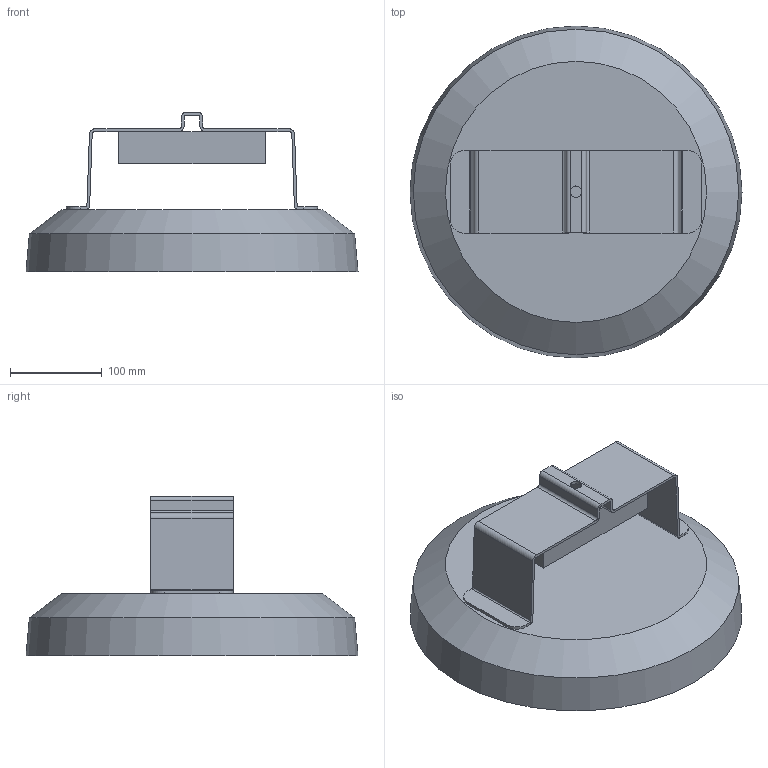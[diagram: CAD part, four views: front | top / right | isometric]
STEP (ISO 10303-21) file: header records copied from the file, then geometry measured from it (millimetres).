
FILE_DESCRIPTION(/* description */ ('This is a sample STEP configuration'),/* implementation_level */ '2;1');
FILE_NAME(/* name */ '157-0210xxxxxxxxx SIMPLE.ipt_Rev_00.2.stp',/* time_stamp */ '2023-05-02T12:47:28+02:00',/* author */ ('powerJobs'),/* organization */ ('coolOrange'),/* preprocessor_version */ 'ST-DEVELOPER v19.2',/* originating_system */ 'Autodesk Inventor 2023',/* authorisation */ '');
FILE_SCHEMA (('AUTOMOTIVE_DESIGN { 1 0 10303 214 3 1 1 }'));
Length unit declared in the file: millimetre
Products named in the file (1): ENG000025704
Bounding box: 362.1 x 362.1 x 173.8 mm (x, y, z)
Volume: 6763688.3 mm3; surface area: 354949.4 mm2
Topology: 1 solids, 1 shells, 51 faces, 148 edges, 97 vertices
Faces by surface type: plane 28, cylinder 21, cone 2
Full cylindrical faces by diameter (mm): 12.5 x1
Entity records: 1742 total; most frequent: DIRECTION 297, CARTESIAN_POINT 297, ORIENTED_EDGE 296, EDGE_CURVE 148, LINE 103, VECTOR 103, VERTEX_POINT 97, AXIS2_PLACEMENT_3D 97
